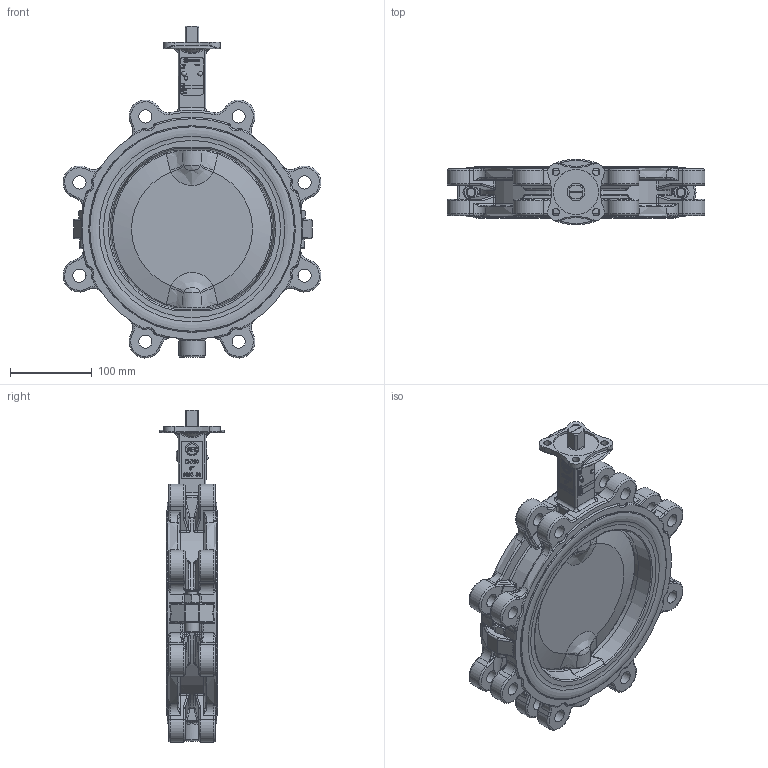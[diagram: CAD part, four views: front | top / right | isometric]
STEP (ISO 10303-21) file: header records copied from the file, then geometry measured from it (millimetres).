
FILE_DESCRIPTION(/* description */ (''),/* implementation_level */ '2;1');
FILE_NAME(/* name */ 'Z614-K DN200.stp',/* time_stamp */ '2017-05-29T10:29:25+02:00',/* author */ ('hellwig'),/* organization */ (''),/* preprocessor_version */ 'ST-DEVELOPER v16.5',/* originating_system */ 'Autodesk Inventor 2017',/* authorisation */ '');
FILE_SCHEMA (('AUTOMOTIVE_DESIGN { 1 0 10303 214 3 1 1 }'));
Length unit declared in the file: millimetre
Products named in the file (1): M36891
Bounding box: 315.74 x 80.18 x 406.37 mm (x, y, z)
Volume: 2372045.2 mm3; surface area: 428697.6 mm2
Topology: 1 solids, 16 shells, 2636 faces, 6807 edges, 4236 vertices
Faces by surface type: bspline 1015, plane 831, cylinder 370, torus 310, cone 68, sphere 42
Full cylindrical faces by diameter (mm): 3 x4, 3.2 x2, 4.917 x1, 5.5 x1, 6 x1, 9 x4, 12 x4, 12.5 x2, 16.307 x16, 18 x2, 22 x6, 23 x1, 25 x6, 26 x1, 30 x1, 32 x1, 55.1 x1, 212.9 x2, 213.1 x2, 245 x2, 251.9 x2, 253 x2
Entity records: 95817 total; most frequent: CARTESIAN_POINT 35673, ORIENTED_EDGE 13098, DIRECTION 9684, EDGE_CURVE 6549, VERTEX_POINT 4189, AXIS2_PLACEMENT_3D 3490, EDGE_LOOP 2956, LINE 2704
